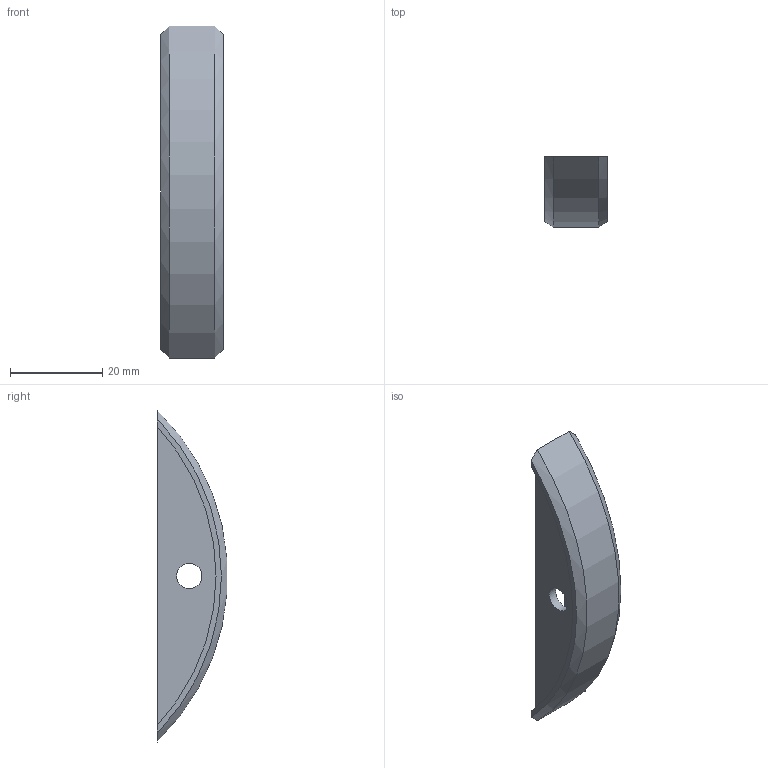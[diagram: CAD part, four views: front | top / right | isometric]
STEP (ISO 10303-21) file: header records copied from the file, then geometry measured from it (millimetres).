
FILE_DESCRIPTION(/* description */ (''),/* implementation_level */ '2;1');
FILE_NAME(/* name */ '335330v.stp',/* time_stamp */ '2024-08-23T09:50:51+02:00',/* author */ ('simond'),/* organization */ (''),/* preprocessor_version */ 'ST-DEVELOPER v19.2',/* originating_system */ 'Autodesk Inventor 2023',/* authorisation */ '');
FILE_SCHEMA (('AUTOMOTIVE_DESIGN { 1 0 10303 214 3 1 1 }'));
Length unit declared in the file: millimetre
Products named in the file (1): Tandem 19
Bounding box: 13.6 x 15.17 x 72 mm (x, y, z)
Volume: 3446.3 mm3; surface area: 5121.8 mm2
Topology: 1 solids, 1 shells, 19 faces, 48 edges, 32 vertices
Faces by surface type: plane 9, cylinder 8, cone 2
Full cylindrical faces by diameter (mm): 5.5 x2
Entity records: 664 total; most frequent: CARTESIAN_POINT 108, DIRECTION 102, ORIENTED_EDGE 96, EDGE_CURVE 48, AXIS2_PLACEMENT_3D 38, VERTEX_POINT 32, LINE 26, VECTOR 26
